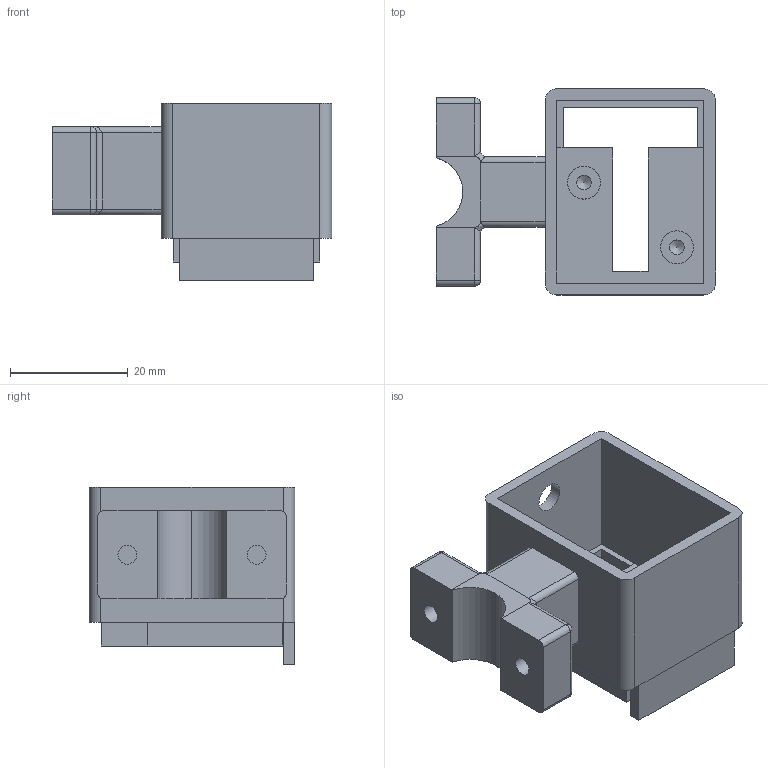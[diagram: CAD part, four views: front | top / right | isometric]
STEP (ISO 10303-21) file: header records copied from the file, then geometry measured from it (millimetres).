
FILE_DESCRIPTION(('FreeCAD Model'),'2;1');
FILE_NAME('vrchni_dil.step', '2021-01-31T18:34:52',('Author'),(''), 'Open CASCADE STEP processor 7.3','FreeCAD','Unknown');
FILE_SCHEMA(('AUTOMOTIVE_DESIGN { 1 0 10303 214 1 1 1 1 }'));
Length unit declared in the file: millimetre
Products named in the file (1): Fillet002
Bounding box: 47.5 x 35 x 30.2 mm (x, y, z)
Volume: 11509.6 mm3; surface area: 10146.5 mm2
Topology: 1 solids, 1 shells, 111 faces, 277 edges, 168 vertices
Faces by surface type: plane 72, cylinder 29, bspline 4, sphere 4, cone 2
Full cylindrical faces by diameter (mm): 2.5 x2, 3.2 x2, 5 x1, 5.6 x2
Entity records: 9457 total; most frequent: CARTESIAN_POINT 3993, DIRECTION 993, LINE 667, VECTOR 667, ORIENTED_EDGE 542, PCURVE 542, DEFINITIONAL_REPRESENTATION 542, EDGE_CURVE 271
